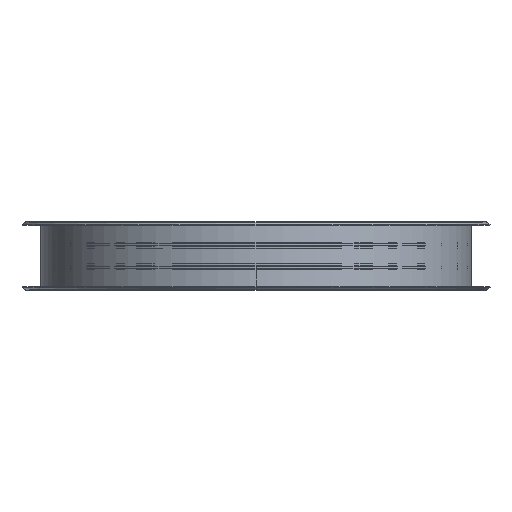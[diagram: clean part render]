
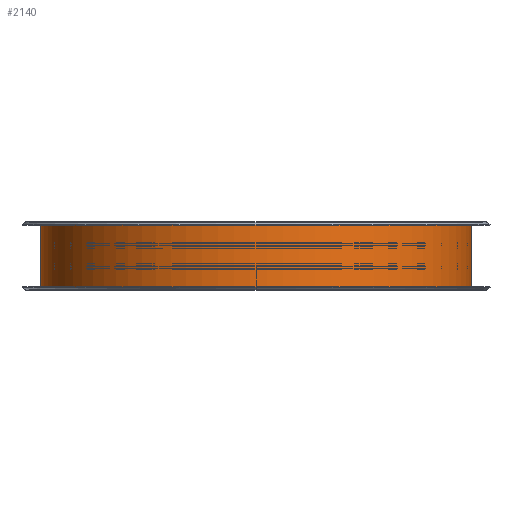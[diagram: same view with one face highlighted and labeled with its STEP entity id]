
A CAD part, front view. The second image highlights one B-rep face of the part: STEP entity #2140.
In plain terms, the highlighted cylindrical face has radius 634.5 mm (diameter 1269 mm), a partial arc.
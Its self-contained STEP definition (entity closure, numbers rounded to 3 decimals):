
#50 = CARTESIAN_POINT ( 'NONE',  ( 0., 0., 0. ) ) ;
#77 = EDGE_LOOP ( 'NONE', ( #557, #2475, #2961, #1863 ) ) ;
#288 = DIRECTION ( 'NONE',  ( -1., 0., 0. ) ) ;
#453 = AXIS2_PLACEMENT_3D ( 'NONE', #50, #542, #2888 ) ;
#542 = DIRECTION ( 'NONE',  ( 0., 0., 1. ) ) ;
#557 = ORIENTED_EDGE ( 'NONE', *, *, #1210, .F. ) ;
#633 = DIRECTION ( 'NONE',  ( 1., 0., 0. ) ) ;
#704 = EDGE_CURVE ( 'NONE', #3003, #2974, #1830, .T. ) ;
#860 = LINE ( 'NONE', #1889, #2760 ) ;
#1136 = VERTEX_POINT ( 'NONE', #2911 ) ;
#1210 = EDGE_CURVE ( 'NONE', #3003, #1136, #1315, .T. ) ;
#1225 = CIRCLE ( 'NONE', #1641, 634.5 ) ;
#1251 = DIRECTION ( 'NONE',  ( 0., 0., -1. ) ) ;
#1282 = AXIS2_PLACEMENT_3D ( 'NONE', #2416, #1251, #288 ) ;
#1315 = LINE ( 'NONE', #2345, #2189 ) ;
#1521 = CYLINDRICAL_SURFACE ( 'NONE', #1282, 634.5 ) ;
#1549 = DIRECTION ( 'NONE',  ( 0., 0., 1. ) ) ;
#1641 = AXIS2_PLACEMENT_3D ( 'NONE', #2244, #1549, #633 ) ;
#1663 = CARTESIAN_POINT ( 'NONE',  ( -634.323, -15., 0. ) ) ;
#1827 = FACE_OUTER_BOUND ( 'NONE', #77, .T. ) ;
#1830 = CIRCLE ( 'NONE', #453, 634.5 ) ;
#1863 = ORIENTED_EDGE ( 'NONE', *, *, #2903, .F. ) ;
#1889 = CARTESIAN_POINT ( 'NONE',  ( -634.323, 15., 200. ) ) ;
#1947 = CARTESIAN_POINT ( 'NONE',  ( -634.323, 15., 200. ) ) ;
#2127 = DIRECTION ( 'NONE',  ( 0., 0., -1. ) ) ;
#2140 = ADVANCED_FACE ( 'NONE', ( #1827 ), #1521, .T. ) ;
#2189 = VECTOR ( 'NONE', #2555, 1000. ) ;
#2244 = CARTESIAN_POINT ( 'NONE',  ( 0., 0., 200. ) ) ;
#2345 = CARTESIAN_POINT ( 'NONE',  ( -634.323, -15., 200. ) ) ;
#2404 = VERTEX_POINT ( 'NONE', #1947 ) ;
#2416 = CARTESIAN_POINT ( 'NONE',  ( 0., 0., 200. ) ) ;
#2461 = EDGE_CURVE ( 'NONE', #2404, #2974, #860, .T. ) ;
#2475 = ORIENTED_EDGE ( 'NONE', *, *, #704, .T. ) ;
#2555 = DIRECTION ( 'NONE',  ( 0., 0., 1. ) ) ;
#2719 = CARTESIAN_POINT ( 'NONE',  ( -634.323, 15., 0. ) ) ;
#2760 = VECTOR ( 'NONE', #2127, 1000. ) ;
#2888 = DIRECTION ( 'NONE',  ( 1., 0., 0. ) ) ;
#2903 = EDGE_CURVE ( 'NONE', #1136, #2404, #1225, .T. ) ;
#2911 = CARTESIAN_POINT ( 'NONE',  ( -634.323, -15., 200. ) ) ;
#2961 = ORIENTED_EDGE ( 'NONE', *, *, #2461, .F. ) ;
#2974 = VERTEX_POINT ( 'NONE', #2719 ) ;
#3003 = VERTEX_POINT ( 'NONE', #1663 ) ;
